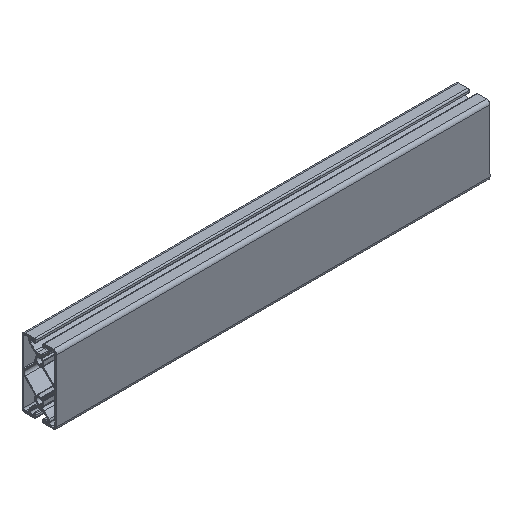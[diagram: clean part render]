
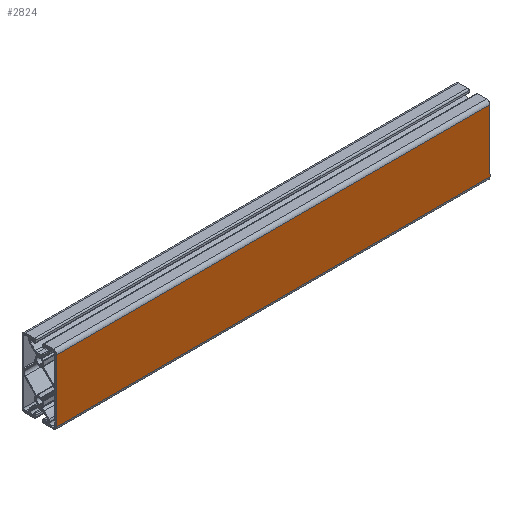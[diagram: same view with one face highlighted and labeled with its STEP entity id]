
A CAD part, isometric view. The second image highlights one B-rep face of the part: STEP entity #2824.
In plain terms, the highlighted planar face has unit normal (0, -1, 0).
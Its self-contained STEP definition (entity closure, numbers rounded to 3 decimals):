
#54 = EDGE_CURVE ( 'NONE', #590, #3345, #4892, .T. ) ;
#359 = CARTESIAN_POINT ( 'NONE',  ( 1500., -20.198, 2063.868 ) ) ;
#397 = CARTESIAN_POINT ( 'NONE',  ( 2000., -20.198, 2063.868 ) ) ;
#590 = VERTEX_POINT ( 'NONE', #4079 ) ;
#714 = AXIS2_PLACEMENT_3D ( 'NONE', #359, #1170, #3188 ) ;
#717 = CARTESIAN_POINT ( 'NONE',  ( 2000., -20.198, 2135.868 ) ) ;
#737 = VERTEX_POINT ( 'NONE', #397 ) ;
#845 = LINE ( 'NONE', #3057, #1894 ) ;
#890 = ORIENTED_EDGE ( 'NONE', *, *, #54, .F. ) ;
#1170 = DIRECTION ( 'NONE',  ( 0., 1., 0. ) ) ;
#1208 = VERTEX_POINT ( 'NONE', #717 ) ;
#1216 = EDGE_CURVE ( 'NONE', #590, #737, #2126, .T. ) ;
#1352 = ORIENTED_EDGE ( 'NONE', *, *, #1216, .T. ) ;
#1422 = ORIENTED_EDGE ( 'NONE', *, *, #2838, .F. ) ;
#1850 = LINE ( 'NONE', #2247, #3539 ) ;
#1894 = VECTOR ( 'NONE', #5987, 1000. ) ;
#2096 = CARTESIAN_POINT ( 'NONE',  ( 1500., -20.198, 2063.868 ) ) ;
#2126 = LINE ( 'NONE', #4555, #4919 ) ;
#2247 = CARTESIAN_POINT ( 'NONE',  ( 2000., -20.198, 2063.868 ) ) ;
#2600 = PLANE ( 'NONE',  #714 ) ;
#2620 = DIRECTION ( 'NONE',  ( 1., 0., 0. ) ) ;
#2824 = ADVANCED_FACE ( 'NONE', ( #3542 ), #2600, .F. ) ;
#2838 = EDGE_CURVE ( 'NONE', #3345, #1208, #845, .T. ) ;
#2995 = DIRECTION ( 'NONE',  ( 0., 0., 1. ) ) ;
#3057 = CARTESIAN_POINT ( 'NONE',  ( 1500., -20.198, 2135.868 ) ) ;
#3188 = DIRECTION ( 'NONE',  ( 0., 0., 1. ) ) ;
#3233 = VECTOR ( 'NONE', #2995, 1000. ) ;
#3326 = EDGE_CURVE ( 'NONE', #737, #1208, #1850, .T. ) ;
#3345 = VERTEX_POINT ( 'NONE', #4119 ) ;
#3484 = EDGE_LOOP ( 'NONE', ( #5151, #1422, #890, #1352 ) ) ;
#3539 = VECTOR ( 'NONE', #5125, 1000. ) ;
#3542 = FACE_OUTER_BOUND ( 'NONE', #3484, .T. ) ;
#4079 = CARTESIAN_POINT ( 'NONE',  ( 1500., -20.198, 2063.868 ) ) ;
#4119 = CARTESIAN_POINT ( 'NONE',  ( 1500., -20.198, 2135.868 ) ) ;
#4555 = CARTESIAN_POINT ( 'NONE',  ( 1500., -20.198, 2063.868 ) ) ;
#4892 = LINE ( 'NONE', #2096, #3233 ) ;
#4919 = VECTOR ( 'NONE', #2620, 1000. ) ;
#5125 = DIRECTION ( 'NONE',  ( 0., 0., 1. ) ) ;
#5151 = ORIENTED_EDGE ( 'NONE', *, *, #3326, .T. ) ;
#5987 = DIRECTION ( 'NONE',  ( 1., 0., 0. ) ) ;
